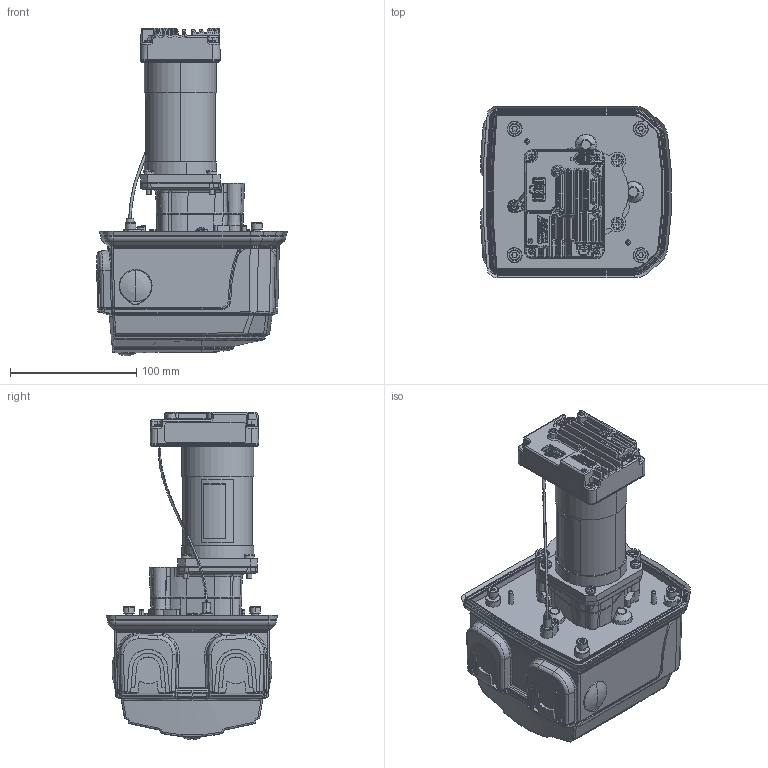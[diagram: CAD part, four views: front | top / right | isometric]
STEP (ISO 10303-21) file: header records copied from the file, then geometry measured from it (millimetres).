
FILE_DESCRIPTION(('Creo Elements/Direct Modeling STEP Export'),'2;1');
FILE_NAME('x504xx.1xxx.xxx.v1.stp','2024-04-28T23:29:07',(''),(''),'Creo Elements/Direct Modeling STEP processor for AP214 (Solid Model)','Creo Elements/Direct Modeling 20.5B 27-May-2023 (C) Parametric Technology GmbH','');
FILE_SCHEMA(('AUTOMOTIVE_DESIGN { 1 0 10303 214 1 1 1 1 }'));
Length unit declared in the file: millimetre
Products named in the file (10): SWITCH_WIRE.PRT; M5X8_TORX.2; 520_mounting_plate; 520_seal; 059.IPMP.DVS; x564xx.1xxx.xxx; 520_track; 520_cover; 520_pumphead; x504xx.1xxx.xxx
Assembly tree (12 placements, depth 3):
  x504xx.1xxx.xxx
    520_pumphead
      520_cover
      520_track
    x564xx.1xxx.xxx
    059.IPMP.DVS
      520_seal
      520_mounting_plate
      M5X8_TORX.2  x4
      SWITCH_WIRE.PRT
Bounding box: 151.24 x 136.23 x 259.53 mm (x, y, z)
Volume: 1852869.6 mm3; surface area: 245348.1 mm2
Topology: 10 solids, 12 shells, 3872 faces, 9874 edges, 6221 vertices
Faces by surface type: plane 1726, cylinder 840, bspline 696, cone 270, torus 225, extrusion 90, sphere 25
Entity records: 224801 total; most frequent: CARTESIAN_POINT 137858, ORIENTED_EDGE 19326, DIRECTION 14145, EDGE_CURVE 9663, VERTEX_POINT 6092, VECTOR 5419, LINE 5330, AXIS2_PLACEMENT_3D 4363
